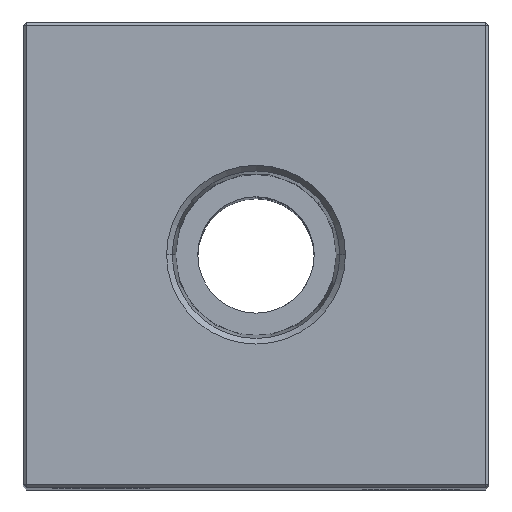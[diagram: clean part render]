
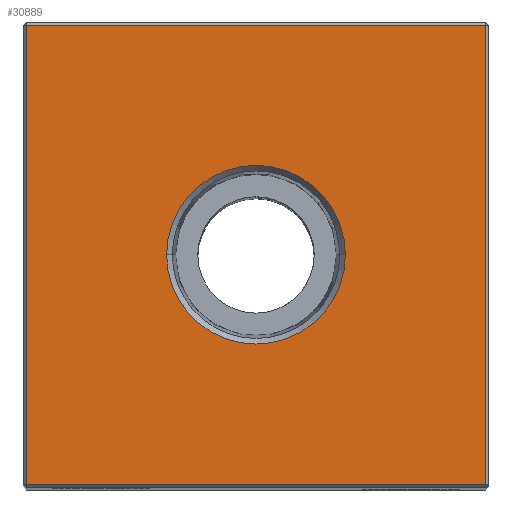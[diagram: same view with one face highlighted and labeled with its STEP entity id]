
A CAD part, top view. The second image highlights one B-rep face of the part: STEP entity #30889.
In plain terms, the highlighted planar face has unit normal (0, 0, 1).
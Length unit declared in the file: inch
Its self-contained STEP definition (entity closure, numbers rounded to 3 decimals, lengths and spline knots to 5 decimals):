
#345 = AXIS2_PLACEMENT_3D ( 'NONE', #14735, #24339, #2826 ) ;
#478 = VERTEX_POINT ( 'NONE', #5813 ) ;
#745 = EDGE_LOOP ( 'NONE', ( #16481, #14151 ) ) ;
#850 = CARTESIAN_POINT ( 'NONE',  ( 0.74, 0., 4.75 ) ) ;
#2071 = ORIENTED_EDGE ( 'NONE', *, *, #20975, .T. ) ;
#2496 = VERTEX_POINT ( 'NONE', #25399 ) ;
#2826 = DIRECTION ( 'NONE',  ( 1., 0., 0. ) ) ;
#3905 = CARTESIAN_POINT ( 'NONE',  ( 0., 0.74, 4.75 ) ) ;
#4330 = AXIS2_PLACEMENT_3D ( 'NONE', #9653, #19186, #28735 ) ;
#4633 = LINE ( 'NONE', #14238, #23838 ) ;
#5813 = CARTESIAN_POINT ( 'NONE',  ( -0.74, 0.74, 4.75 ) ) ;
#6915 = PLANE ( 'NONE',  #4330 ) ;
#8665 = CARTESIAN_POINT ( 'NONE',  ( 0., 0., 4.75 ) ) ;
#8937 = VERTEX_POINT ( 'NONE', #30323 ) ;
#9341 = VECTOR ( 'NONE', #10439, 39.37008 ) ;
#9653 = CARTESIAN_POINT ( 'NONE',  ( 0., 0., 4.75 ) ) ;
#10439 = DIRECTION ( 'NONE',  ( 0., 1., 0. ) ) ;
#11300 = CIRCLE ( 'NONE', #28809, 0.288 ) ;
#11981 = CARTESIAN_POINT ( 'NONE',  ( -0.288, 0., 4.75 ) ) ;
#12424 = VERTEX_POINT ( 'NONE', #30785 ) ;
#13511 = DIRECTION ( 'NONE',  ( -1., 0., 0. ) ) ;
#13839 = CIRCLE ( 'NONE', #345, 0.288 ) ;
#14151 = ORIENTED_EDGE ( 'NONE', *, *, #25859, .F. ) ;
#14238 = CARTESIAN_POINT ( 'NONE',  ( -0.74, 0., 4.75 ) ) ;
#14420 = VERTEX_POINT ( 'NONE', #28830 ) ;
#14735 = CARTESIAN_POINT ( 'NONE',  ( 0., 0., 4.75 ) ) ;
#15315 = LINE ( 'NONE', #24908, #23340 ) ;
#16028 = DIRECTION ( 'NONE',  ( 1., 0., 0. ) ) ;
#16481 = ORIENTED_EDGE ( 'NONE', *, *, #21589, .F. ) ;
#18213 = DIRECTION ( 'NONE',  ( 0., 0., 1. ) ) ;
#18317 = VECTOR ( 'NONE', #13511, 39.37008 ) ;
#18868 = ORIENTED_EDGE ( 'NONE', *, *, #21371, .T. ) ;
#18872 = FACE_OUTER_BOUND ( 'NONE', #28770, .T. ) ;
#19186 = DIRECTION ( 'NONE',  ( 0., 0., -1. ) ) ;
#20975 = EDGE_CURVE ( 'NONE', #478, #12424, #4633, .T. ) ;
#21183 = EDGE_CURVE ( 'NONE', #12424, #2496, #15315, .T. ) ;
#21371 = EDGE_CURVE ( 'NONE', #2496, #14420, #22343, .T. ) ;
#21472 = EDGE_CURVE ( 'NONE', #14420, #478, #25430, .T. ) ;
#21589 = EDGE_CURVE ( 'NONE', #8937, #28829, #13839, .T. ) ;
#22343 = LINE ( 'NONE', #850, #9341 ) ;
#23340 = VECTOR ( 'NONE', #16028, 39.37008 ) ;
#23830 = DIRECTION ( 'NONE',  ( 0., -1., 0. ) ) ;
#23838 = VECTOR ( 'NONE', #23830, 39.37008 ) ;
#24339 = DIRECTION ( 'NONE',  ( 0., 0., 1. ) ) ;
#24908 = CARTESIAN_POINT ( 'NONE',  ( 0., -0.74, 4.75 ) ) ;
#25399 = CARTESIAN_POINT ( 'NONE',  ( 0.74, -0.74, 4.75 ) ) ;
#25430 = LINE ( 'NONE', #3905, #18317 ) ;
#25859 = EDGE_CURVE ( 'NONE', #28829, #8937, #11300, .T. ) ;
#27772 = DIRECTION ( 'NONE',  ( 1., 0., 0. ) ) ;
#28417 = ORIENTED_EDGE ( 'NONE', *, *, #21472, .T. ) ;
#28420 = FACE_BOUND ( 'NONE', #745, .T. ) ;
#28735 = DIRECTION ( 'NONE',  ( -1., 0., 0. ) ) ;
#28770 = EDGE_LOOP ( 'NONE', ( #2071, #30763, #18868, #28417 ) ) ;
#28809 = AXIS2_PLACEMENT_3D ( 'NONE', #8665, #18213, #27772 ) ;
#28829 = VERTEX_POINT ( 'NONE', #11981 ) ;
#28830 = CARTESIAN_POINT ( 'NONE',  ( 0.74, 0.74, 4.75 ) ) ;
#30323 = CARTESIAN_POINT ( 'NONE',  ( 0.288, 0., 4.75 ) ) ;
#30763 = ORIENTED_EDGE ( 'NONE', *, *, #21183, .T. ) ;
#30785 = CARTESIAN_POINT ( 'NONE',  ( -0.74, -0.74, 4.75 ) ) ;
#30889 = ADVANCED_FACE ( 'NONE', ( #18872, #28420 ), #6915, .F. ) ;
